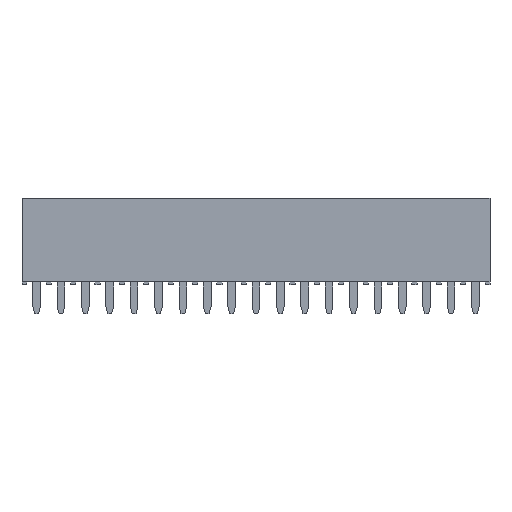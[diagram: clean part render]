
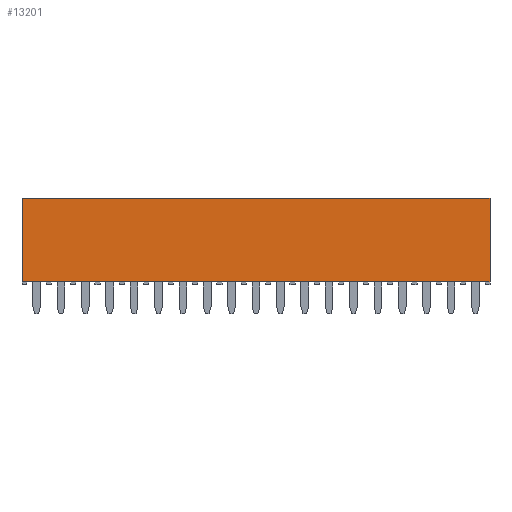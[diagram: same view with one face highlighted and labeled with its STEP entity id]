
A CAD part, top view. The second image highlights one B-rep face of the part: STEP entity #13201.
In plain terms, the highlighted planar face has unit normal (0, 0, 1).
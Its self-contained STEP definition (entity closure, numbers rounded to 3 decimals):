
#926 = CARTESIAN_POINT ( 'NONE',  ( -1.52, 9., 1.25 ) ) ;
#1773 = EDGE_CURVE ( 'NONE', #11401, #10173, #26229, .T. ) ;
#3129 = ORIENTED_EDGE ( 'NONE', *, *, #6404, .T. ) ;
#6404 = EDGE_CURVE ( 'NONE', #17021, #27902, #29921, .T. ) ;
#7133 = CARTESIAN_POINT ( 'NONE',  ( -1.52, 9., 1.25 ) ) ;
#7727 = DIRECTION ( 'NONE',  ( 0., -1., 0. ) ) ;
#7750 = LINE ( 'NONE', #20736, #8569 ) ;
#7831 = DIRECTION ( 'NONE',  ( 0., 0., 1. ) ) ;
#8057 = CARTESIAN_POINT ( 'NONE',  ( -1.52, 5., 1.25 ) ) ;
#8317 = ORIENTED_EDGE ( 'NONE', *, *, #18435, .T. ) ;
#8569 = VECTOR ( 'NONE', #13104, 1000. ) ;
#9431 = VECTOR ( 'NONE', #24073, 1000. ) ;
#10173 = VERTEX_POINT ( 'NONE', #29811 ) ;
#10750 = VECTOR ( 'NONE', #7727, 1000. ) ;
#11401 = VERTEX_POINT ( 'NONE', #7133 ) ;
#11921 = VECTOR ( 'NONE', #12152, 1000. ) ;
#12152 = DIRECTION ( 'NONE',  ( 1., 0., 0. ) ) ;
#13104 = DIRECTION ( 'NONE',  ( 0., 1., 0. ) ) ;
#13201 = ADVANCED_FACE ( 'NONE', ( #20814 ), #15951, .T. ) ;
#13609 = EDGE_CURVE ( 'NONE', #27902, #10173, #7750, .T. ) ;
#15951 = PLANE ( 'NONE',  #30609 ) ;
#17021 = VERTEX_POINT ( 'NONE', #28517 ) ;
#18334 = DIRECTION ( 'NONE',  ( 1., 0., 0. ) ) ;
#18435 = EDGE_CURVE ( 'NONE', #11401, #17021, #32847, .T. ) ;
#20736 = CARTESIAN_POINT ( 'NONE',  ( 47.24, 3.9, 1.25 ) ) ;
#20814 = FACE_OUTER_BOUND ( 'NONE', #25768, .T. ) ;
#24073 = DIRECTION ( 'NONE',  ( 1., 0., 0. ) ) ;
#25768 = EDGE_LOOP ( 'NONE', ( #31208, #28540, #8317, #3129 ) ) ;
#26229 = LINE ( 'NONE', #926, #9431 ) ;
#27902 = VERTEX_POINT ( 'NONE', #32468 ) ;
#28517 = CARTESIAN_POINT ( 'NONE',  ( -1.52, 0.3, 1.25 ) ) ;
#28540 = ORIENTED_EDGE ( 'NONE', *, *, #1773, .F. ) ;
#28595 = CARTESIAN_POINT ( 'NONE',  ( -1.52, 5., 1.25 ) ) ;
#29752 = CARTESIAN_POINT ( 'NONE',  ( -1.52, 0.3, 1.25 ) ) ;
#29811 = CARTESIAN_POINT ( 'NONE',  ( 47.24, 9., 1.25 ) ) ;
#29921 = LINE ( 'NONE', #29752, #11921 ) ;
#30609 = AXIS2_PLACEMENT_3D ( 'NONE', #28595, #7831, #18334 ) ;
#31208 = ORIENTED_EDGE ( 'NONE', *, *, #13609, .T. ) ;
#32468 = CARTESIAN_POINT ( 'NONE',  ( 47.24, 0.3, 1.25 ) ) ;
#32847 = LINE ( 'NONE', #8057, #10750 ) ;
